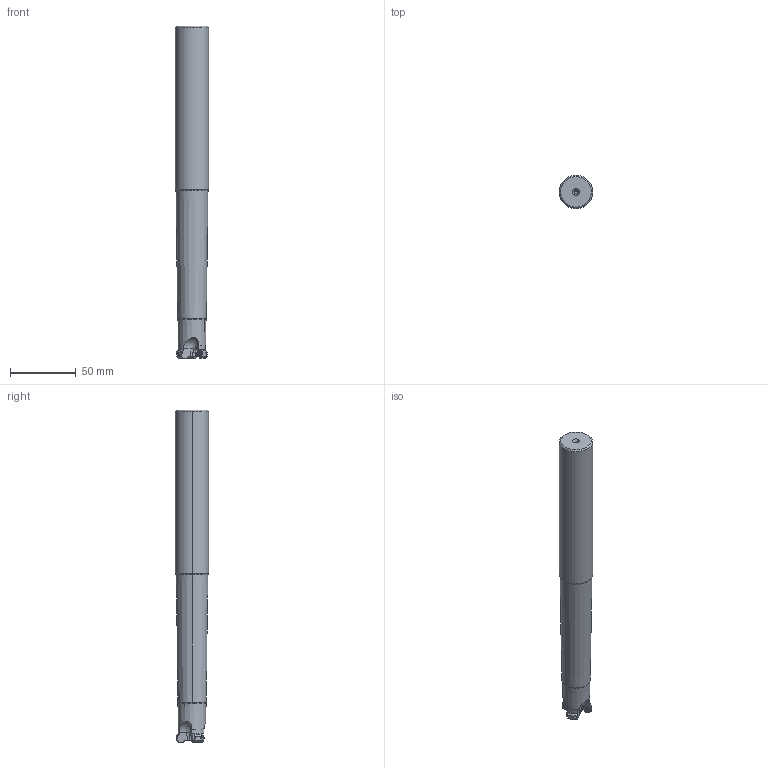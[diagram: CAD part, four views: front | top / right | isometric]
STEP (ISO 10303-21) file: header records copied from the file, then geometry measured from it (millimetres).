
FILE_DESCRIPTION((''),'2;1');
FILE_NAME('BRP3UNR163ELW16_ASM','2021-08-05T13:16:48',('tlyw01'),('PTC Japan'),'CREO PARAMETRIC BY PTC INC, 2018500','CREO PARAMETRIC BY PTC INC, 2018500','');
FILE_SCHEMA(('AUTOMOTIVE_DESIGN { 1 0 10303 214 1 1 1 1 }'));
Length unit declared in the file: millimetre
Products named in the file (5): BRP3UNR163ELW16_1; BRP3UNR163ELW16_2; BRP3UNR163ELW16_3; BRP3UNR163ELW16_4; BRP3UNR163ELW16_ASM
Assembly tree (4 placements, depth 2):
  BRP3UNR163ELW16_ASM
    BRP3UNR163ELW16_1
    BRP3UNR163ELW16_2
    BRP3UNR163ELW16_3
    BRP3UNR163ELW16_4
Bounding box: 25.4 x 25.4 x 252.75 mm (x, y, z)
Volume: 112672.9 mm3; surface area: 20312 mm2
Topology: 4 solids, 4 shells, 250 faces, 681 edges, 434 vertices
Faces by surface type: cylinder 105, cone 52, plane 50, torus 37, sphere 6
Entity records: 11659 total; most frequent: CARTESIAN_POINT 3121, ORIENTED_EDGE 1342, DIRECTION 1300, EDGE_CURVE 671, PRESENTATION_STYLE_ASSIGNMENT 599, STYLED_ITEM 599, AXIS2_PLACEMENT_3D 549, CURVE_STYLE 537
